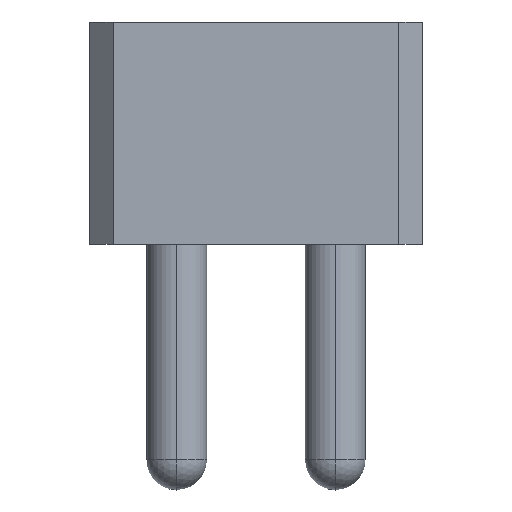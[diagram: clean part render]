
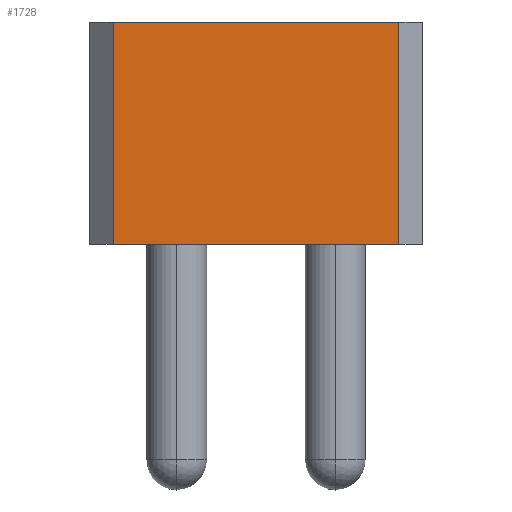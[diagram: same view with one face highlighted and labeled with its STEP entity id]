
A CAD part, left-side view. The second image highlights one B-rep face of the part: STEP entity #1728.
In plain terms, the highlighted planar face has unit normal (-1, 0, 0).
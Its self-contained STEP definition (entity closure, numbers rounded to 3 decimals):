
#1108 = VERTEX_POINT ( 'NONE', #4567 ) ;
#1269 = ORIENTED_EDGE ( 'NONE', *, *, #10638, .F. ) ;
#1499 = CARTESIAN_POINT ( 'NONE',  ( -3.25, 1.8, 0. ) ) ;
#1590 = VECTOR ( 'NONE', #13968, 1000. ) ;
#1728 = ADVANCED_FACE ( 'NONE', ( #10540 ), #4056, .T. ) ;
#1861 = CARTESIAN_POINT ( 'NONE',  ( -3.25, 1.8, 2.8 ) ) ;
#2046 = VECTOR ( 'NONE', #8205, 1000. ) ;
#2960 = LINE ( 'NONE', #1499, #10278 ) ;
#3767 = ORIENTED_EDGE ( 'NONE', *, *, #11893, .F. ) ;
#4011 = ORIENTED_EDGE ( 'NONE', *, *, #15328, .T. ) ;
#4056 = PLANE ( 'NONE',  #6884 ) ;
#4134 = CARTESIAN_POINT ( 'NONE',  ( -3.25, -1.8, 0. ) ) ;
#4567 = CARTESIAN_POINT ( 'NONE',  ( -3.25, 1.8, 0. ) ) ;
#5052 = ORIENTED_EDGE ( 'NONE', *, *, #10843, .T. ) ;
#5081 = VECTOR ( 'NONE', #15944, 1000. ) ;
#5511 = EDGE_LOOP ( 'NONE', ( #3767, #1269, #5052, #4011 ) ) ;
#5541 = CARTESIAN_POINT ( 'NONE',  ( -3.25, 1.55, 2.8 ) ) ;
#5955 = DIRECTION ( 'NONE',  ( 0., -1., 0. ) ) ;
#6884 = AXIS2_PLACEMENT_3D ( 'NONE', #13960, #8622, #5955 ) ;
#7480 = VERTEX_POINT ( 'NONE', #1861 ) ;
#8069 = DIRECTION ( 'NONE',  ( 0., 0., 1. ) ) ;
#8205 = DIRECTION ( 'NONE',  ( 0., -1., 0. ) ) ;
#8622 = DIRECTION ( 'NONE',  ( -1., 0., 0. ) ) ;
#10278 = VECTOR ( 'NONE', #8069, 1000. ) ;
#10460 = VERTEX_POINT ( 'NONE', #15358 ) ;
#10540 = FACE_OUTER_BOUND ( 'NONE', #5511, .T. ) ;
#10638 = EDGE_CURVE ( 'NONE', #1108, #7480, #2960, .T. ) ;
#10733 = CARTESIAN_POINT ( 'NONE',  ( -3.25, 1.55, 0. ) ) ;
#10843 = EDGE_CURVE ( 'NONE', #1108, #15574, #11782, .T. ) ;
#11782 = LINE ( 'NONE', #10733, #5081 ) ;
#11893 = EDGE_CURVE ( 'NONE', #7480, #10460, #15931, .T. ) ;
#12502 = CARTESIAN_POINT ( 'NONE',  ( -3.25, -1.8, 0. ) ) ;
#12598 = LINE ( 'NONE', #12502, #1590 ) ;
#13960 = CARTESIAN_POINT ( 'NONE',  ( -3.25, 1.55, 0. ) ) ;
#13968 = DIRECTION ( 'NONE',  ( 0., 0., 1. ) ) ;
#15328 = EDGE_CURVE ( 'NONE', #15574, #10460, #12598, .T. ) ;
#15358 = CARTESIAN_POINT ( 'NONE',  ( -3.25, -1.8, 2.8 ) ) ;
#15574 = VERTEX_POINT ( 'NONE', #4134 ) ;
#15931 = LINE ( 'NONE', #5541, #2046 ) ;
#15944 = DIRECTION ( 'NONE',  ( 0., -1., 0. ) ) ;
